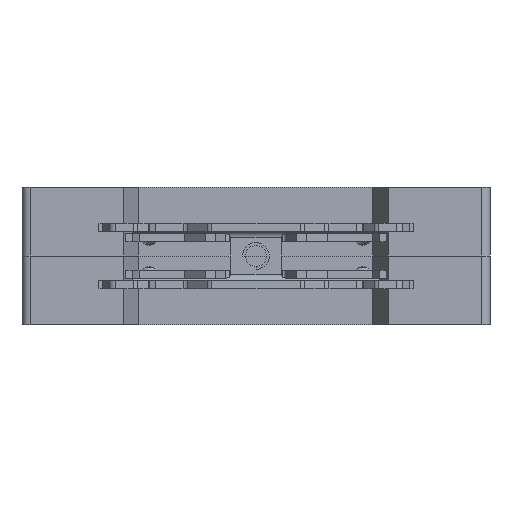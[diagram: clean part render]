
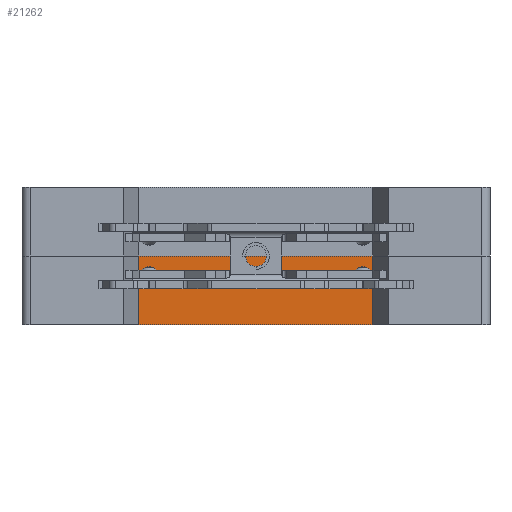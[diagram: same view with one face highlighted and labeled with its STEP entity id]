
A CAD part, front view. The second image highlights one B-rep face of the part: STEP entity #21262.
In plain terms, the highlighted planar face has unit normal (0, -1, 0).
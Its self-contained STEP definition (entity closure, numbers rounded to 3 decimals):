
#17528=DIRECTION('',(-1.,0.,0.));
#17529=VECTOR('',#17528,35.);
#17530=CARTESIAN_POINT('',(16.5,5.2,0.));
#17531=LINE('',#17530,#17529);
#18731=DIRECTION('',(0.,0.,-1.));
#18732=VECTOR('',#18731,10.25);
#18733=CARTESIAN_POINT('',(16.5,5.2,0.));
#18734=LINE('',#18733,#18732);
#18738=DIRECTION('',(-1.,0.,0.));
#18739=VECTOR('',#18738,35.);
#18740=CARTESIAN_POINT('',(16.5,5.2,-10.25));
#18741=LINE('',#18740,#18739);
#18745=DIRECTION('',(0.,0.,-1.));
#18746=VECTOR('',#18745,10.25);
#18747=CARTESIAN_POINT('',(-18.5,5.2,0.));
#18748=LINE('',#18747,#18746);
#19799=CARTESIAN_POINT('',(-18.5,5.2,-10.25));
#19800=VERTEX_POINT('',#19799);
#19801=CARTESIAN_POINT('',(16.5,5.2,-10.25));
#19802=VERTEX_POINT('',#19801);
#20009=CARTESIAN_POINT('',(16.5,5.2,0.));
#20010=VERTEX_POINT('',#20009);
#20011=CARTESIAN_POINT('',(-18.5,5.2,0.));
#20012=VERTEX_POINT('',#20011);
#21250=CARTESIAN_POINT('',(-17.5,5.2,-11.475));
#21251=DIRECTION('',(0.,1.,0.));
#21252=DIRECTION('',(1.,0.,0.));
#21253=AXIS2_PLACEMENT_3D('',#21250,#21251,#21252);
#21254=PLANE('',#21253);
#21255=ORIENTED_EDGE('',*,*,#20301,.F.);
#21256=ORIENTED_EDGE('',*,*,#21238,.T.);
#21257=ORIENTED_EDGE('',*,*,#20132,.T.);
#21259=ORIENTED_EDGE('',*,*,#21258,.F.);
#21260=EDGE_LOOP('',(#21255,#21256,#21257,#21259));
#21261=FACE_OUTER_BOUND('',#21260,.F.);
#20132=EDGE_CURVE('',#19802,#19800,#18741,.T.);
#20301=EDGE_CURVE('',#20010,#20012,#17531,.T.);
#21238=EDGE_CURVE('',#20010,#19802,#18734,.T.);
#21258=EDGE_CURVE('',#20012,#19800,#18748,.T.);
#21262=ADVANCED_FACE('',(#21261),#21254,.F.);
